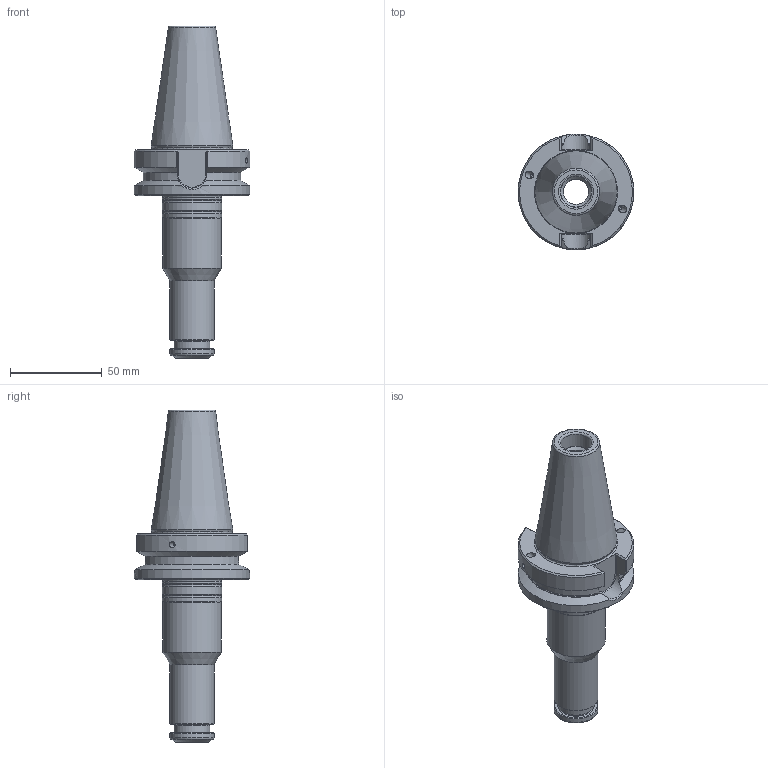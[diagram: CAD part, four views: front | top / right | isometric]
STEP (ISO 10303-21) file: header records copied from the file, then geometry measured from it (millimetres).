
FILE_DESCRIPTION(/* description */ (''),/* implementation_level */ '2;1');
FILE_NAME(/* name */ '414071563.stp',/* time_stamp */ '2021-01-08T12:33:29',/* author */ ('LRA'),/* organization */ ('REGO-FIX'),/* preprocessor_version */ ' Unknown',/* originating_system */ 'SIEMENS PLM Software Solid Edge ST10',/* authorization */ 'Unknown');
FILE_SCHEMA (('AUTOMOTIVE_DESIGN { 1 0 10303 214 2 1 1}'));
Length unit declared in the file: millimetre
Products named in the file (1): NOCUT
Bounding box: 63 x 63 x 180.9 mm (x, y, z)
Volume: 159116.6 mm3; surface area: 34639.4 mm2
Topology: 1 solids, 1 shells, 115 faces, 290 edges, 181 vertices
Faces by surface type: plane 40, cylinder 31, cone 25, torus 17, bspline 2
Full cylindrical faces by diameter (mm): 3.242 x4, 3.9 x2, 13.835 x2, 15 x1, 17 x1, 19.5 x1, 24 x2, 32 x1, 32.5 x4, 63 x1
Entity records: 4094 total; most frequent: CARTESIAN_POINT 841, DIRECTION 498, ORIENTED_EDGE 440, EDGE_CURVE 220, AXIS2_PLACEMENT_3D 217, FACE_BOUND 182, EDGE_LOOP 180, VERTEX_POINT 164
